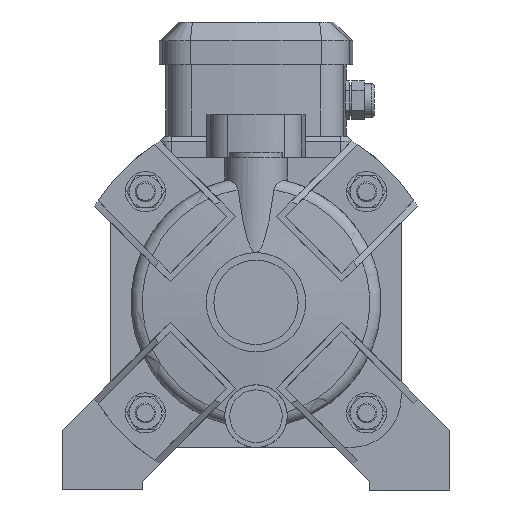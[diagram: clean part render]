
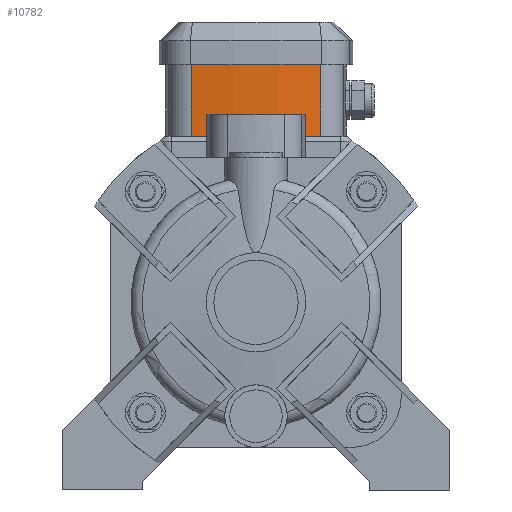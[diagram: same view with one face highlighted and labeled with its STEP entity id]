
A CAD part, left-side view. The second image highlights one B-rep face of the part: STEP entity #10782.
In plain terms, the highlighted cylindrical face has radius 229.062 mm (diameter 458.125 mm), a partial arc.
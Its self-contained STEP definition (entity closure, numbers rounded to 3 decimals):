
#1236=LINE('',#19686,#2039);
#1240=LINE('',#19693,#2043);
#2039=VECTOR('',#14834,10.);
#2043=VECTOR('',#14844,10.);
#3110=FACE_OUTER_BOUND('',#3837,.T.);
#3837=EDGE_LOOP('',(#9915,#9916,#9917,#9918));
#4358=CIRCLE('',#11836,229.062);
#4392=CIRCLE('',#11892,229.062);
#5380=VERTEX_POINT('',#19477);
#5381=VERTEX_POINT('',#19479);
#5416=VERTEX_POINT('',#19666);
#5417=VERTEX_POINT('',#19668);
#6872=EDGE_CURVE('',#5380,#5381,#4358,.T.);
#6925=EDGE_CURVE('',#5417,#5416,#4392,.T.);
#6934=EDGE_CURVE('',#5381,#5416,#1236,.T.);
#6938=EDGE_CURVE('',#5417,#5380,#1240,.T.);
#9915=ORIENTED_EDGE('',*,*,#6934,.F.);
#9916=ORIENTED_EDGE('',*,*,#6872,.F.);
#9917=ORIENTED_EDGE('',*,*,#6938,.F.);
#9918=ORIENTED_EDGE('',*,*,#6925,.T.);
#10169=CYLINDRICAL_SURFACE('',#11906,229.062);
#10782=ADVANCED_FACE('',(#3110),#10169,.T.);
#11836=AXIS2_PLACEMENT_3D('',#19480,#14678,#14679);
#11892=AXIS2_PLACEMENT_3D('',#19669,#14808,#14809);
#11906=AXIS2_PLACEMENT_3D('',#19695,#14847,#14848);
#14678=DIRECTION('center_axis',(0.,0.,-1.));
#14679=DIRECTION('ref_axis',(-0.989,0.147,0.));
#14808=DIRECTION('center_axis',(0.,0.,-1.));
#14809=DIRECTION('ref_axis',(-0.989,0.147,0.));
#14834=DIRECTION('',(0.,0.,1.));
#14844=DIRECTION('',(0.,0.,-1.));
#14847=DIRECTION('center_axis',(0.,0.,1.));
#14848=DIRECTION('ref_axis',(-0.989,0.147,0.));
#19477=CARTESIAN_POINT('',(58.977,-25.971,141.4));
#19479=CARTESIAN_POINT('',(58.977,25.971,141.4));
#19480=CARTESIAN_POINT('Origin',(286.562,0.,
141.4));
#19666=CARTESIAN_POINT('',(58.977,25.971,169.9));
#19668=CARTESIAN_POINT('',(58.977,-25.971,169.9));
#19669=CARTESIAN_POINT('Origin',(286.562,0.,
169.9));
#19686=CARTESIAN_POINT('',(58.977,25.971,141.4));
#19693=CARTESIAN_POINT('',(58.977,-25.971,141.4));
#19695=CARTESIAN_POINT('Origin',(286.562,0.,
141.4));
